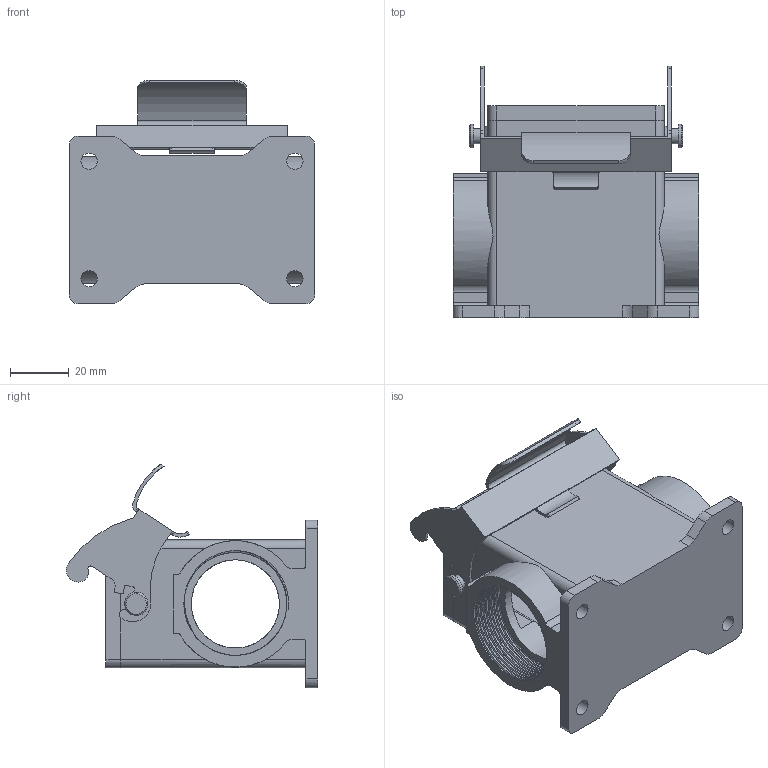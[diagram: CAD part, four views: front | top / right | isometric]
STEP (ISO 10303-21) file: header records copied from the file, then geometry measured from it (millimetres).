
FILE_DESCRIPTION (( 'STEP AP214' ), '1' );
FILE_NAME ('ZP-MC06B-2-SSM29ML.STEP', '2011-11-21T14:36:15', ( '.adc' ), ( '' ), 'SwSTEP 2.0', 'SolidWorks 2011', '' );
FILE_SCHEMA (( 'AUTOMOTIVE_DESIGN' ));
Length unit declared in the file: millimetre
Products named in the file (1): ZP-MC06B-2-SSM29ML
Bounding box: 83.5 x 85.47 x 75.98 mm (x, y, z)
Volume: 87541.1 mm3; surface area: 48100.2 mm2
Topology: 3 solids, 3 shells, 264 faces, 740 edges, 492 vertices
Faces by surface type: cylinder 144, plane 110, bspline 6, cone 4
Full cylindrical faces by diameter (mm): 3.5 x4, 5.169 x2, 5.5 x4, 8 x2, 30 x2, 35 x18
Entity records: 11399 total; most frequent: CARTESIAN_POINT 4672, DIRECTION 1339, ORIENTED_EDGE 1320, EDGE_CURVE 660, AXIS2_PLACEMENT_3D 483, VERTEX_POINT 450, VECTOR 373, LINE 373
